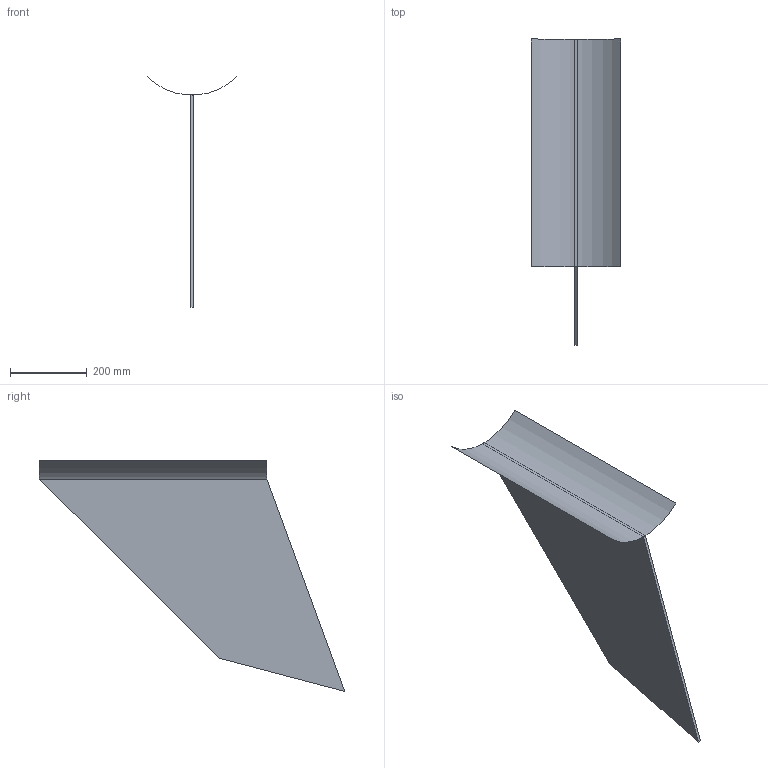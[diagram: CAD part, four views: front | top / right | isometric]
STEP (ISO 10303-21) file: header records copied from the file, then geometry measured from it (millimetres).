
FILE_DESCRIPTION((''),'2;1');
FILE_NAME('PRT0001','2024-09-27T14:31:35',('prajw_6w47uuq'),(''),'CREO PARAMETRIC BY PTC INC, 2021284','CREO PARAMETRIC BY PTC INC, 2021284','');
FILE_SCHEMA(('CONFIG_CONTROL_DESIGN'));
Length unit declared in the file: inch
Products named in the file (1): PRT0001
Bounding box: 233.49 x 797.56 x 602.08 mm (x, y, z)
Volume: 1682738.4 mm3; surface area: 612459.7 mm2
Topology: 1 solids, 2 shells, 7 faces, 16 edges, 12 vertices
Faces by surface type: plane 6, cylinder 1
Entity records: 248 total; most frequent: CARTESIAN_POINT 36, DIRECTION 34, ORIENTED_EDGE 28, EDGE_CURVE 16, VECTOR 14, LINE 14, VERTEX_POINT 12, AXIS2_PLACEMENT_3D 10
